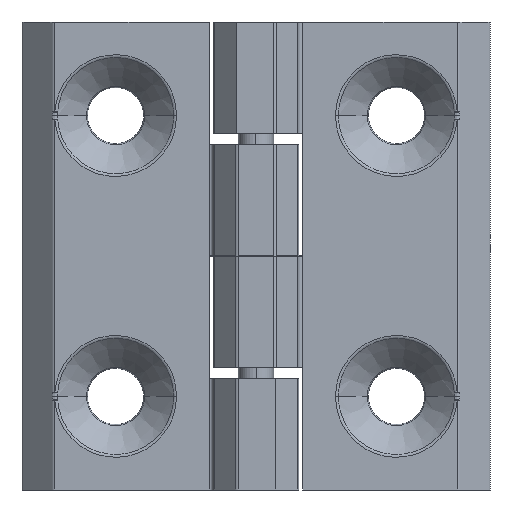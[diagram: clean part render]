
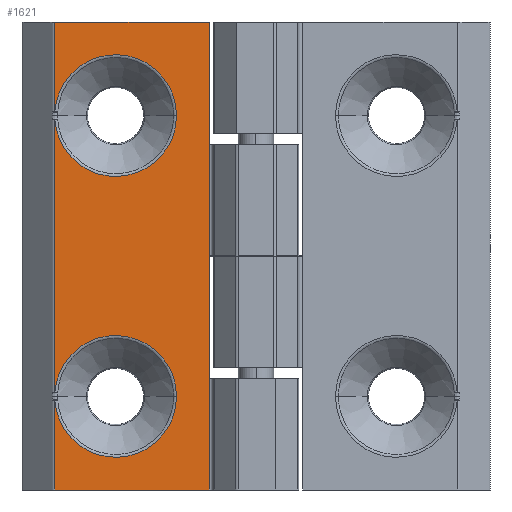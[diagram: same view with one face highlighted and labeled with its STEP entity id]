
A CAD part, left-side view. The second image highlights one B-rep face of the part: STEP entity #1621.
In plain terms, the highlighted planar face has unit normal (-1, 0, 0).
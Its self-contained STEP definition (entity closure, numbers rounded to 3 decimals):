
#351=CARTESIAN_POINT('Vertex',(0.,6.,-15.7)) ;
#358=CARTESIAN_POINT('Vertex',(0.,6.,0.)) ;
#361=CARTESIAN_POINT('Line Origine',(0.,6.,-7.85)) ;
#377=CARTESIAN_POINT('Vertex',(0.,6.,30.)) ;
#380=CARTESIAN_POINT('Line Origine',(0.,6.,22.15)) ;
#384=CARTESIAN_POINT('Vertex',(0.,6.,14.3)) ;
#418=CARTESIAN_POINT('Line Origine',(0.,6.,0.)) ;
#454=CARTESIAN_POINT('Line Origine',(0.,6.,0.)) ;
#458=CARTESIAN_POINT('Vertex',(0.,6.,-30.)) ;
#1085=CARTESIAN_POINT('Vertex',(0.,25.793,30.)) ;
#1088=CARTESIAN_POINT('Line Origine',(0.,15.896,30.)) ;
#1115=CARTESIAN_POINT('Line Origine',(0.,15.896,-30.)) ;
#1119=CARTESIAN_POINT('Vertex',(0.,25.793,-30.)) ;
#1179=CARTESIAN_POINT('Line Origine',(0.,25.793,0.)) ;
#1183=CARTESIAN_POINT('Vertex',(0.,25.793,18.471)) ;
#1216=CARTESIAN_POINT('Vertex',(0.,25.793,17.529)) ;
#1219=CARTESIAN_POINT('Axis2P3D Location',(0.,18.,18.)) ;
#1223=CARTESIAN_POINT('Vertex',(0.,10.193,18.)) ;
#1250=CARTESIAN_POINT('Axis2P3D Location',(0.,18.,18.)) ;
#1575=CARTESIAN_POINT('Axis2P3D Location',(0.,0.,0.)) ;
#1580=CARTESIAN_POINT('Axis2P3D Location',(0.,18.,-18.)) ;
#1584=CARTESIAN_POINT('Vertex',(0.,10.193,-18.)) ;
#1586=CARTESIAN_POINT('Vertex',(0.,25.793,-17.529)) ;
#1589=CARTESIAN_POINT('Axis2P3D Location',(0.,18.,-18.)) ;
#1593=CARTESIAN_POINT('Vertex',(0.,25.793,-18.471)) ;
#1596=CARTESIAN_POINT('Line Origine',(0.,25.793,-24.235)) ;
#1601=CARTESIAN_POINT('Line Origine',(0.,25.793,0.)) ;
#362=DIRECTION('Vector Direction',(0.,0.,1.)) ;
#381=DIRECTION('Vector Direction',(0.,0.,-1.)) ;
#419=DIRECTION('Vector Direction',(0.,0.,1.)) ;
#455=DIRECTION('Vector Direction',(0.,0.,1.)) ;
#1089=DIRECTION('Vector Direction',(0.,1.,0.)) ;
#1116=DIRECTION('Vector Direction',(0.,-1.,0.)) ;
#1180=DIRECTION('Vector Direction',(0.,0.,-1.)) ;
#1220=DIRECTION('Axis2P3D Direction',(1.,0.,-0.)) ;
#1251=DIRECTION('Axis2P3D Direction',(1.,-0.,0.)) ;
#1576=DIRECTION('Axis2P3D Direction',(1.,0.,0.)) ;
#1577=DIRECTION('Axis2P3D XDirection',(0.,1.,0.)) ;
#1581=DIRECTION('Axis2P3D Direction',(1.,0.,0.)) ;
#1590=DIRECTION('Axis2P3D Direction',(1.,0.,0.)) ;
#1597=DIRECTION('Vector Direction',(0.,0.,-1.)) ;
#1602=DIRECTION('Vector Direction',(0.,0.,-1.)) ;
#1221=AXIS2_PLACEMENT_3D('Circle Axis2P3D',#1219,#1220,$) ;
#1252=AXIS2_PLACEMENT_3D('Circle Axis2P3D',#1250,#1251,$) ;
#1578=AXIS2_PLACEMENT_3D('Plane Axis2P3D',#1575,#1576,#1577) ;
#1582=AXIS2_PLACEMENT_3D('Circle Axis2P3D',#1580,#1581,$) ;
#1591=AXIS2_PLACEMENT_3D('Circle Axis2P3D',#1589,#1590,$) ;
#1607=ORIENTED_EDGE('',*,*,#1588,.F.) ;
#1608=ORIENTED_EDGE('',*,*,#1595,.F.) ;
#1609=ORIENTED_EDGE('',*,*,#1600,.F.) ;
#1610=ORIENTED_EDGE('',*,*,#1121,.F.) ;
#1611=ORIENTED_EDGE('',*,*,#460,.F.) ;
#1612=ORIENTED_EDGE('',*,*,#365,.T.) ;
#1613=ORIENTED_EDGE('',*,*,#422,.F.) ;
#1614=ORIENTED_EDGE('',*,*,#386,.F.) ;
#1615=ORIENTED_EDGE('',*,*,#1092,.F.) ;
#1616=ORIENTED_EDGE('',*,*,#1185,.F.) ;
#1617=ORIENTED_EDGE('',*,*,#1254,.F.) ;
#1618=ORIENTED_EDGE('',*,*,#1225,.F.) ;
#1619=ORIENTED_EDGE('',*,*,#1605,.F.) ;
#363=VECTOR('Line Direction',#362,1.) ;
#382=VECTOR('Line Direction',#381,1.) ;
#420=VECTOR('Line Direction',#419,1.) ;
#456=VECTOR('Line Direction',#455,1.) ;
#1090=VECTOR('Line Direction',#1089,1.) ;
#1117=VECTOR('Line Direction',#1116,1.) ;
#1181=VECTOR('Line Direction',#1180,1.) ;
#1598=VECTOR('Line Direction',#1597,1.) ;
#1603=VECTOR('Line Direction',#1602,1.) ;
#1621=ADVANCED_FACE('PartBody',(#1620),#1579,.F.) ;
#1222=CIRCLE('generated circle',#1221,7.807) ;
#1253=CIRCLE('generated circle',#1252,7.807) ;
#1583=CIRCLE('generated circle',#1582,7.807) ;
#1592=CIRCLE('generated circle',#1591,7.807) ;
#365=EDGE_CURVE('',#352,#359,#364,.T.) ;
#386=EDGE_CURVE('',#378,#385,#383,.T.) ;
#422=EDGE_CURVE('',#385,#359,#421,.F.) ;
#460=EDGE_CURVE('',#352,#459,#457,.F.) ;
#1092=EDGE_CURVE('',#1086,#378,#1091,.F.) ;
#1121=EDGE_CURVE('',#459,#1120,#1118,.F.) ;
#1185=EDGE_CURVE('',#1184,#1086,#1182,.F.) ;
#1225=EDGE_CURVE('',#1217,#1224,#1222,.F.) ;
#1254=EDGE_CURVE('',#1224,#1184,#1253,.F.) ;
#1588=EDGE_CURVE('',#1585,#1587,#1583,.F.) ;
#1595=EDGE_CURVE('',#1594,#1585,#1592,.F.) ;
#1600=EDGE_CURVE('',#1120,#1594,#1599,.F.) ;
#1605=EDGE_CURVE('',#1587,#1217,#1604,.F.) ;
#1606=EDGE_LOOP('',(#1607,#1608,#1609,#1610,#1611,#1612,#1613,#1614,#1615,#1616,#1617,#1618,#1619)) ;
#1620=FACE_OUTER_BOUND('',#1606,.T.) ;
#364=LINE('Line',#361,#363) ;
#383=LINE('Line',#380,#382) ;
#421=LINE('Line',#418,#420) ;
#457=LINE('Line',#454,#456) ;
#1091=LINE('Line',#1088,#1090) ;
#1118=LINE('Line',#1115,#1117) ;
#1182=LINE('Line',#1179,#1181) ;
#1599=LINE('Line',#1596,#1598) ;
#1604=LINE('Line',#1601,#1603) ;
#1579=PLANE('',#1578) ;
#352=VERTEX_POINT('',#351) ;
#359=VERTEX_POINT('',#358) ;
#378=VERTEX_POINT('',#377) ;
#385=VERTEX_POINT('',#384) ;
#459=VERTEX_POINT('',#458) ;
#1086=VERTEX_POINT('',#1085) ;
#1120=VERTEX_POINT('',#1119) ;
#1184=VERTEX_POINT('',#1183) ;
#1217=VERTEX_POINT('',#1216) ;
#1224=VERTEX_POINT('',#1223) ;
#1585=VERTEX_POINT('',#1584) ;
#1587=VERTEX_POINT('',#1586) ;
#1594=VERTEX_POINT('',#1593) ;
